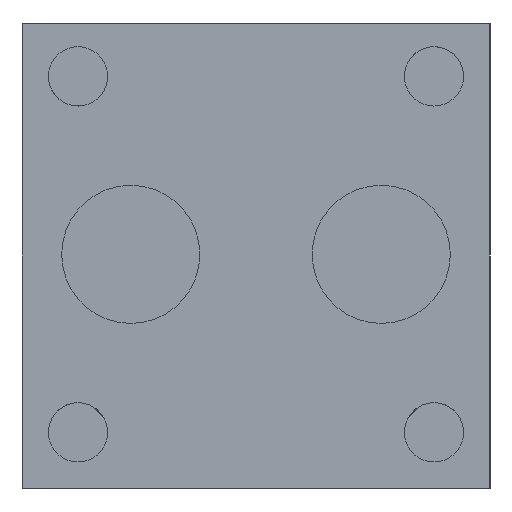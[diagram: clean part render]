
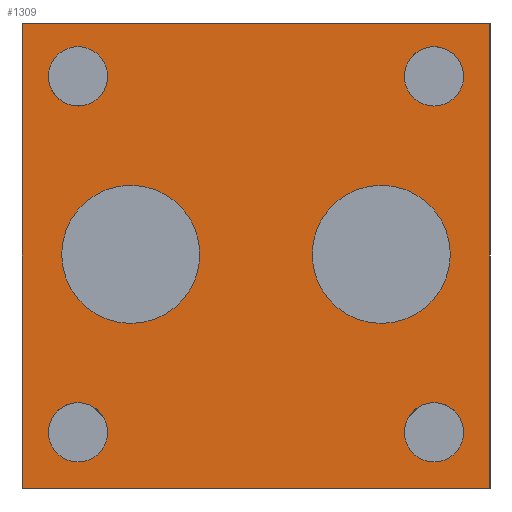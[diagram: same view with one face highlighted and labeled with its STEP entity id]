
A CAD part, left-side view. The second image highlights one B-rep face of the part: STEP entity #1309.
In plain terms, the highlighted planar face has unit normal (-1, 0, 0).
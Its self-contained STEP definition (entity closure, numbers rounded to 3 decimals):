
#849 = EDGE_CURVE( '', #1485, #1295, #2340, .T. );
#865 = EDGE_CURVE( '', #2121, #1611, #2357, .T. );
#963 = VERTEX_POINT( '', #2469 );
#965 = VERTEX_POINT( '', #2471 );
#975 = VERTEX_POINT( '', #2481 );
#1021 = VERTEX_POINT( '', #2530 );
#1105 = EDGE_CURVE( '', #1021, #963, #2621, .T. );
#1157 = EDGE_CURVE( '', #1295, #1485, #2679, .T. );
#1231 = VERTEX_POINT( '', #2767 );
#1241 = VERTEX_POINT( '', #2777 );
#1251 = VERTEX_POINT( '', #2787 );
#1273 = EDGE_CURVE( '', #1985, #1021, #2811, .T. );
#1295 = VERTEX_POINT( '', #2834 );
#1309 = ADVANCED_FACE( '', ( #2850, #2851, #2852, #2853, #2854, #2855, #2856 ), #2857, .F. );
#1427 = VERTEX_POINT( '', #2983 );
#1449 = EDGE_CURVE( '', #1465, #1757, #3009, .T. );
#1461 = EDGE_CURVE( '', #1611, #2121, #3022, .T. );
#1465 = VERTEX_POINT( '', #3026 );
#1485 = VERTEX_POINT( '', #3048 );
#1533 = EDGE_CURVE( '', #1251, #1985, #3113, .T. );
#1539 = VERTEX_POINT( '', #3119 );
#1577 = EDGE_CURVE( '', #1757, #1465, #3160, .T. );
#1611 = VERTEX_POINT( '', #3202 );
#1659 = EDGE_CURVE( '', #1427, #965, #3254, .T. );
#1723 = EDGE_CURVE( '', #1231, #975, #3328, .T. );
#1757 = VERTEX_POINT( '', #3366 );
#1841 = EDGE_CURVE( '', #1241, #1539, #3458, .T. );
#1985 = VERTEX_POINT( '', #3616 );
#2077 = EDGE_CURVE( '', #965, #1427, #3714, .T. );
#2079 = EDGE_CURVE( '', #975, #1231, #3716, .T. );
#2121 = VERTEX_POINT( '', #3763 );
#2173 = EDGE_CURVE( '', #1539, #1241, #3821, .T. );
#2213 = EDGE_CURVE( '', #1251, #963, #3865, .T. );
#2340 = CIRCLE( '', #4036, 4.5 );
#2357 = CIRCLE( '', #4058, 4.5 );
#2469 = CARTESIAN_POINT( '', ( 365.5, 71., 45. ) );
#2471 = CARTESIAN_POINT( '', ( 365.5, 64.978, 80.5 ) );
#2481 = CARTESIAN_POINT( '', ( 365.5, 13., 53.5 ) );
#2530 = CARTESIAN_POINT( '', ( 365.5, 0., 45. ) );
#2621 = LINE( '', #4424, #4425 );
#2679 = CIRCLE( '', #4511, 4.5 );
#2767 = CARTESIAN_POINT( '', ( 365.5, 4., 53.5 ) );
#2777 = CARTESIAN_POINT( '', ( 365.5, 58., 53.5 ) );
#2787 = CARTESIAN_POINT( '', ( 365.5, 71., 115.5 ) );
#2811 = LINE( '', #4729, #4730 );
#2834 = CARTESIAN_POINT( '', ( 365.5, 67., 107.5 ) );
#2850 = FACE_BOUND( '', #4782, .T. );
#2851 = FACE_BOUND( '', #4783, .T. );
#2852 = FACE_BOUND( '', #4784, .T. );
#2853 = FACE_BOUND( '', #4785, .T. );
#2854 = FACE_BOUND( '', #4786, .T. );
#2855 = FACE_BOUND( '', #4787, .T. );
#2856 = FACE_OUTER_BOUND( '', #4788, .T. );
#2857 = PLANE( '', #4789 );
#2983 = CARTESIAN_POINT( '', ( 365.5, 44.023, 80.5 ) );
#3009 = CIRCLE( '', #5030, 10.478 );
#3022 = CIRCLE( '', #5047, 4.5 );
#3026 = CARTESIAN_POINT( '', ( 365.5, 6.023, 80.5 ) );
#3048 = CARTESIAN_POINT( '', ( 365.5, 58., 107.5 ) );
#3113 = LINE( '', #5172, #5173 );
#3119 = CARTESIAN_POINT( '', ( 365.5, 67., 53.5 ) );
#3160 = CIRCLE( '', #5250, 10.478 );
#3202 = CARTESIAN_POINT( '', ( 365.5, 4., 107.5 ) );
#3254 = CIRCLE( '', #5388, 10.478 );
#3328 = CIRCLE( '', #5483, 4.5 );
#3366 = CARTESIAN_POINT( '', ( 365.5, 26.978, 80.5 ) );
#3458 = CIRCLE( '', #5679, 4.5 );
#3616 = CARTESIAN_POINT( '', ( 365.5, 0., 115.5 ) );
#3714 = CIRCLE( '', #6115, 10.478 );
#3716 = CIRCLE( '', #6118, 4.5 );
#3763 = CARTESIAN_POINT( '', ( 365.5, 13., 107.5 ) );
#3821 = CIRCLE( '', #6260, 4.5 );
#3865 = LINE( '', #6316, #6317 );
#4036 = AXIS2_PLACEMENT_3D( '', #6462, #6463, #6464 );
#4058 = AXIS2_PLACEMENT_3D( '', #6480, #6481, #6482 );
#4424 = CARTESIAN_POINT( '', ( 365.5, 35.5, 45. ) );
#4425 = VECTOR( '', #6793, 1. );
#4511 = AXIS2_PLACEMENT_3D( '', #6869, #6870, #6871 );
#4729 = CARTESIAN_POINT( '', ( 365.5, 0., 80.25 ) );
#4730 = VECTOR( '', #7015, 1. );
#4782 = EDGE_LOOP( '', ( #7047, #7048 ) );
#4783 = EDGE_LOOP( '', ( #7049, #7050 ) );
#4784 = EDGE_LOOP( '', ( #7051, #7052 ) );
#4785 = EDGE_LOOP( '', ( #7053, #7054 ) );
#4786 = EDGE_LOOP( '', ( #7055, #7056 ) );
#4787 = EDGE_LOOP( '', ( #7057, #7058 ) );
#4788 = EDGE_LOOP( '', ( #7059, #7060, #7061, #7062 ) );
#4789 = AXIS2_PLACEMENT_3D( '', #7063, #7064, #7065 );
#5030 = AXIS2_PLACEMENT_3D( '', #7231, #7232, #7233 );
#5047 = AXIS2_PLACEMENT_3D( '', #7245, #7246, #7247 );
#5172 = CARTESIAN_POINT( '', ( 365.5, 35.5, 115.5 ) );
#5173 = VECTOR( '', #7374, 1. );
#5250 = AXIS2_PLACEMENT_3D( '', #7415, #7416, #7417 );
#5388 = AXIS2_PLACEMENT_3D( '', #7539, #7540, #7541 );
#5483 = AXIS2_PLACEMENT_3D( '', #7657, #7658, #7659 );
#5679 = AXIS2_PLACEMENT_3D( '', #7808, #7809, #7810 );
#6115 = AXIS2_PLACEMENT_3D( '', #8086, #8087, #8088 );
#6118 = AXIS2_PLACEMENT_3D( '', #8089, #8090, #8091 );
#6260 = AXIS2_PLACEMENT_3D( '', #8221, #8222, #8223 );
#6316 = CARTESIAN_POINT( '', ( 365.5, 71., 80.25 ) );
#6317 = VECTOR( '', #8279, 1. );
#6462 = CARTESIAN_POINT( '', ( 365.5, 62.5, 107.5 ) );
#6463 = DIRECTION( '', ( 1., 0., 0. ) );
#6464 = DIRECTION( '', ( 0., 1., 0. ) );
#6480 = CARTESIAN_POINT( '', ( 365.5, 8.5, 107.5 ) );
#6481 = DIRECTION( '', ( 1., 0., 0. ) );
#6482 = DIRECTION( '', ( 0., 1., 0. ) );
#6793 = DIRECTION( '', ( 0., 1., 0. ) );
#6869 = CARTESIAN_POINT( '', ( 365.5, 62.5, 107.5 ) );
#6870 = DIRECTION( '', ( 1., 0., 0. ) );
#6871 = DIRECTION( '', ( 0., 1., 0. ) );
#7015 = DIRECTION( '', ( 0., 0., -1. ) );
#7047 = ORIENTED_EDGE( '', *, *, #2173, .T. );
#7048 = ORIENTED_EDGE( '', *, *, #1841, .T. );
#7049 = ORIENTED_EDGE( '', *, *, #2077, .T. );
#7050 = ORIENTED_EDGE( '', *, *, #1659, .T. );
#7051 = ORIENTED_EDGE( '', *, *, #1577, .T. );
#7052 = ORIENTED_EDGE( '', *, *, #1449, .T. );
#7053 = ORIENTED_EDGE( '', *, *, #2079, .T. );
#7054 = ORIENTED_EDGE( '', *, *, #1723, .T. );
#7055 = ORIENTED_EDGE( '', *, *, #865, .T. );
#7056 = ORIENTED_EDGE( '', *, *, #1461, .T. );
#7057 = ORIENTED_EDGE( '', *, *, #1157, .T. );
#7058 = ORIENTED_EDGE( '', *, *, #849, .T. );
#7059 = ORIENTED_EDGE( '', *, *, #2213, .T. );
#7060 = ORIENTED_EDGE( '', *, *, #1105, .F. );
#7061 = ORIENTED_EDGE( '', *, *, #1273, .F. );
#7062 = ORIENTED_EDGE( '', *, *, #1533, .F. );
#7063 = CARTESIAN_POINT( '', ( 365.5, 35.5, 80.25 ) );
#7064 = DIRECTION( '', ( 1., 0., 0. ) );
#7065 = DIRECTION( '', ( 0., 0., -1. ) );
#7231 = CARTESIAN_POINT( '', ( 365.5, 16.5, 80.5 ) );
#7232 = DIRECTION( '', ( 1., 0., 0. ) );
#7233 = DIRECTION( '', ( 0., 1., 0. ) );
#7245 = CARTESIAN_POINT( '', ( 365.5, 8.5, 107.5 ) );
#7246 = DIRECTION( '', ( 1., 0., 0. ) );
#7247 = DIRECTION( '', ( 0., 1., 0. ) );
#7374 = DIRECTION( '', ( 0., -1., 0. ) );
#7415 = CARTESIAN_POINT( '', ( 365.5, 16.5, 80.5 ) );
#7416 = DIRECTION( '', ( 1., 0., 0. ) );
#7417 = DIRECTION( '', ( 0., 1., 0. ) );
#7539 = CARTESIAN_POINT( '', ( 365.5, 54.5, 80.5 ) );
#7540 = DIRECTION( '', ( 1., 0., 0. ) );
#7541 = DIRECTION( '', ( 0., 1., 0. ) );
#7657 = CARTESIAN_POINT( '', ( 365.5, 8.5, 53.5 ) );
#7658 = DIRECTION( '', ( 1., 0., 0. ) );
#7659 = DIRECTION( '', ( 0., 1., 0. ) );
#7808 = CARTESIAN_POINT( '', ( 365.5, 62.5, 53.5 ) );
#7809 = DIRECTION( '', ( 1., 0., 0. ) );
#7810 = DIRECTION( '', ( 0., 1., 0. ) );
#8086 = CARTESIAN_POINT( '', ( 365.5, 54.5, 80.5 ) );
#8087 = DIRECTION( '', ( 1., 0., 0. ) );
#8088 = DIRECTION( '', ( 0., 1., 0. ) );
#8089 = CARTESIAN_POINT( '', ( 365.5, 8.5, 53.5 ) );
#8090 = DIRECTION( '', ( 1., 0., 0. ) );
#8091 = DIRECTION( '', ( 0., 1., 0. ) );
#8221 = CARTESIAN_POINT( '', ( 365.5, 62.5, 53.5 ) );
#8222 = DIRECTION( '', ( 1., 0., 0. ) );
#8223 = DIRECTION( '', ( 0., 1., 0. ) );
#8279 = DIRECTION( '', ( 0., 0., -1. ) );
